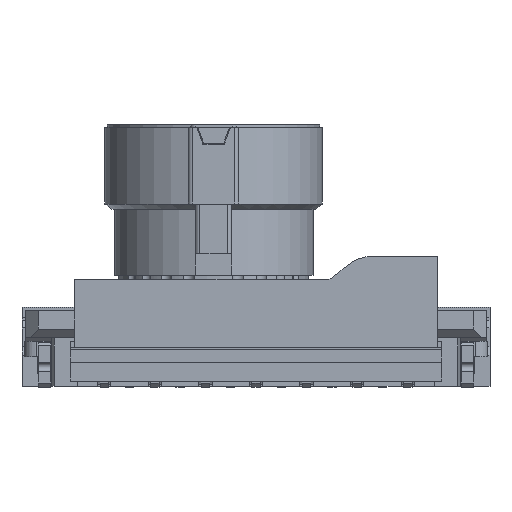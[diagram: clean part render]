
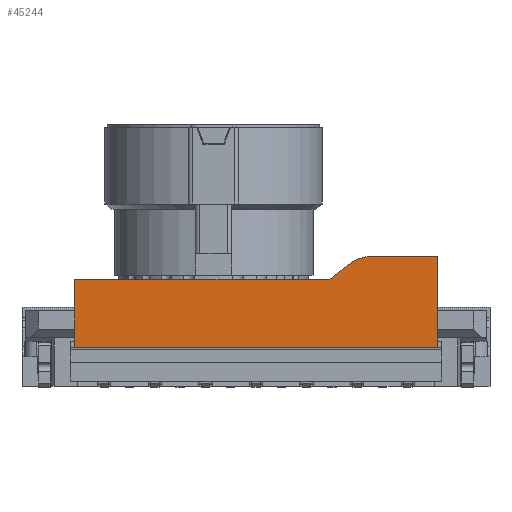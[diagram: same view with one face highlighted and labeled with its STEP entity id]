
A CAD part, front view. The second image highlights one B-rep face of the part: STEP entity #45244.
In plain terms, the highlighted planar face has unit normal (0, -1, 0).
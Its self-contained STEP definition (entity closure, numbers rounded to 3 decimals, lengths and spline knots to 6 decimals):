
#3483=LINE('',#70537,#9107);
#3487=LINE('',#70547,#9111);
#3490=LINE('',#70555,#9114);
#3492=LINE('',#70559,#9116);
#3494=LINE('',#70563,#9118);
#3495=LINE('',#70564,#9119);
#9107=VECTOR('',#57654,1.);
#9111=VECTOR('',#57664,1.);
#9114=VECTOR('',#57673,1.);
#9116=VECTOR('',#57677,1.);
#9118=VECTOR('',#57681,1.);
#9119=VECTOR('',#57682,1.);
#17351=ORIENTED_EDGE('',*,*,#28154,.T.);
#17352=ORIENTED_EDGE('',*,*,#28152,.F.);
#17353=ORIENTED_EDGE('',*,*,#28150,.F.);
#17354=ORIENTED_EDGE('',*,*,#28148,.F.);
#17355=ORIENTED_EDGE('',*,*,#28145,.F.);
#17356=ORIENTED_EDGE('',*,*,#28156,.F.);
#17357=ORIENTED_EDGE('',*,*,#28143,.T.);
#17358=ORIENTED_EDGE('',*,*,#28157,.F.);
#28143=EDGE_CURVE('',#33783,#33782,#3483,.T.);
#28145=EDGE_CURVE('',#33784,#33785,#36572,.T.);
#28148=EDGE_CURVE('',#33785,#33786,#3487,.T.);
#28150=EDGE_CURVE('',#33786,#33787,#36573,.T.);
#28152=EDGE_CURVE('',#33787,#33788,#3490,.T.);
#28154=EDGE_CURVE('',#33789,#33788,#3492,.T.);
#28156=EDGE_CURVE('',#33783,#33784,#3494,.T.);
#28157=EDGE_CURVE('',#33789,#33782,#3495,.T.);
#33782=VERTEX_POINT('',#70536);
#33783=VERTEX_POINT('',#70538);
#33784=VERTEX_POINT('',#70542);
#33785=VERTEX_POINT('',#70543);
#33786=VERTEX_POINT('',#70548);
#33787=VERTEX_POINT('',#70552);
#33788=VERTEX_POINT('',#70556);
#33789=VERTEX_POINT('',#70560);
#36572=CIRCLE('',#50757,0.0001);
#36573=CIRCLE('',#50760,0.0005);
#38073=EDGE_LOOP('',(#17351,#17352,#17353,#17354,#17355,#17356,#17357,#17358));
#40720=FACE_BOUND('',#38073,.T.);
#43122=PLANE('',#50763);
#45244=ADVANCED_FACE('',(#40720),#43122,.T.);
#50757=AXIS2_PLACEMENT_3D('',#70541,#57658,#57659);
#50760=AXIS2_PLACEMENT_3D('',#70551,#57668,#57669);
#50763=AXIS2_PLACEMENT_3D('',#70562,#57679,#57680);
#57654=DIRECTION('',(0.,0.,-1.));
#57658=DIRECTION('',(0.,-1.,0.));
#57659=DIRECTION('',(0.,0.,-1.));
#57664=DIRECTION('',(0.766,0.,0.643));
#57668=DIRECTION('',(0.,1.,0.));
#57669=DIRECTION('',(-0.643,0.,0.766));
#57673=DIRECTION('',(1.,0.,0.));
#57677=DIRECTION('',(0.,0.,1.));
#57679=DIRECTION('',(0.,-1.,0.));
#57680=DIRECTION('',(1.,0.,0.));
#57681=DIRECTION('',(1.,0.,0.));
#57682=DIRECTION('',(-1.,0.,0.));
#70536=CARTESIAN_POINT('',(0.00005,0.00065,0.000401));
#70537=CARTESIAN_POINT('',(0.00005,0.00065,0.001206));
#70538=CARTESIAN_POINT('',(0.00005,0.00065,0.001206));
#70541=CARTESIAN_POINT('',(0.003045,0.00065,0.001306));
#70542=CARTESIAN_POINT('',(0.003045,0.00065,0.001206));
#70543=CARTESIAN_POINT('',(0.003109,0.00065,0.001229));
#70547=CARTESIAN_POINT('',(0.003109,0.00065,0.001229));
#70548=CARTESIAN_POINT('',(0.003269,0.00065,0.001364));
#70551=CARTESIAN_POINT('',(0.003591,0.00065,0.000981));
#70552=CARTESIAN_POINT('',(0.003591,0.00065,0.001481));
#70555=CARTESIAN_POINT('',(0.003591,0.00065,0.001481));
#70556=CARTESIAN_POINT('',(0.00435,0.00065,0.001481));
#70559=CARTESIAN_POINT('',(0.00435,0.00065,0.000401));
#70560=CARTESIAN_POINT('',(0.00435,0.00065,0.000401));
#70562=CARTESIAN_POINT('',(0.00005,0.00065,0.000551));
#70563=CARTESIAN_POINT('',(0.00005,0.00065,0.001206));
#70564=CARTESIAN_POINT('',(0.00435,0.00065,0.000401));
